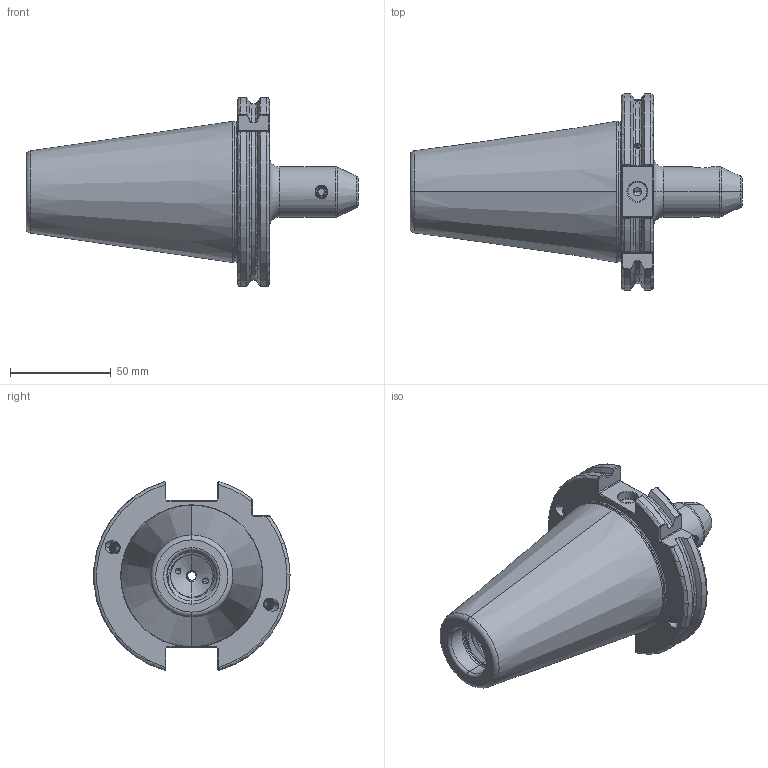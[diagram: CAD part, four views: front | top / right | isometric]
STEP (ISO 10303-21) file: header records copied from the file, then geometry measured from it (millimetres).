
FILE_DESCRIPTION (( 'STEP AP203' ), '1' );
FILE_NAME ('503.05.06.STEP', '2016-11-25T08:48:02', ( '' ), ( '' ), 'SwSTEP 2.0', 'SolidWorks 2012', '' );
FILE_SCHEMA (( 'CONFIG_CONTROL_DESIGN' ));
Length unit declared in the file: millimetre
Products named in the file (3): 503.05.06; 側固6_M6x1_10L
Assembly tree (2 placements, depth 2):
  503.05.06
    503.05.06
    側固6_M6x1_10L
Bounding box: 164.75 x 97.33 x 93.81 mm (x, y, z)
Volume: 345730.3 mm3; surface area: 50295.7 mm2
Topology: 2 solids, 2 shells, 388 faces, 1053 edges, 666 vertices
Faces by surface type: cylinder 196, plane 69, cone 48, bspline 41, torus 32, sphere 2
Entity records: 33602 total; most frequent: CARTESIAN_POINT 24931, ORIENTED_EDGE 2082, DIRECTION 1381, EDGE_CURVE 1041, VERTEX_POINT 666, AXIS2_PLACEMENT_3D 523, EDGE_LOOP 409, ADVANCED_FACE 388
